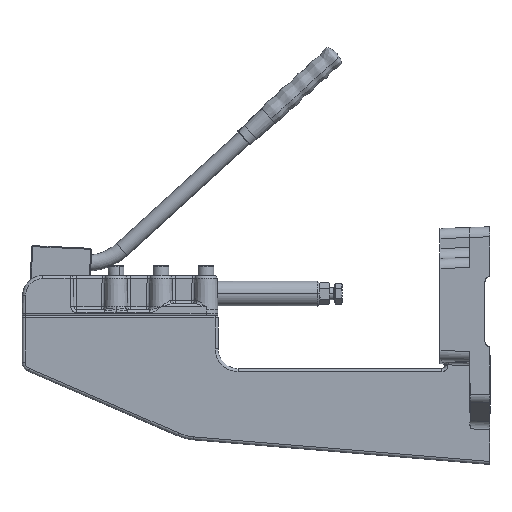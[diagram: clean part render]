
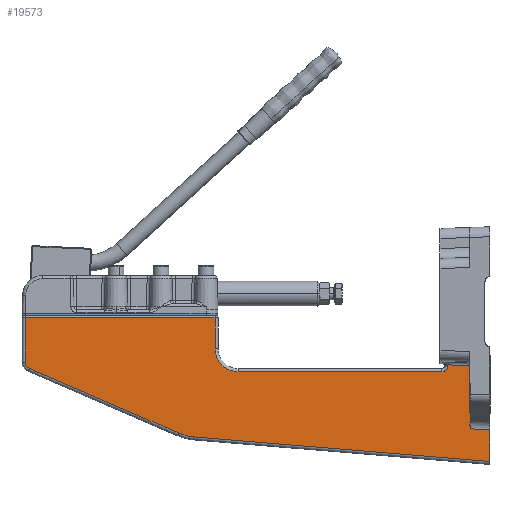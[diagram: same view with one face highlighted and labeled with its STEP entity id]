
A CAD part, left-side view. The second image highlights one B-rep face of the part: STEP entity #19573.
In plain terms, the highlighted planar face has unit normal (-1, 0, 0).
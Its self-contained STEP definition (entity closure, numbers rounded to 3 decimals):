
#297 = LINE ( 'NONE', #21592, #25796 ) ;
#820 = EDGE_CURVE ( 'NONE', #4290, #13336, #12675, .T. ) ;
#1073 = VECTOR ( 'NONE', #5287, 1000. ) ;
#1120 = EDGE_CURVE ( 'NONE', #19822, #19330, #2937, .T. ) ;
#1264 = VERTEX_POINT ( 'NONE', #18089 ) ;
#1861 = ORIENTED_EDGE ( 'NONE', *, *, #8494, .T. ) ;
#2095 = CARTESIAN_POINT ( 'NONE',  ( -40., 463.772, -141.85 ) ) ;
#2133 = VECTOR ( 'NONE', #17743, 1000. ) ;
#2456 = EDGE_CURVE ( 'NONE', #8032, #22787, #20838, .T. ) ;
#2937 = LINE ( 'NONE', #9220, #1073 ) ;
#3410 = DIRECTION ( 'NONE',  ( -1., 0., 0. ) ) ;
#4068 = CARTESIAN_POINT ( 'NONE',  ( -40., 255., -122. ) ) ;
#4290 = VERTEX_POINT ( 'NONE', #5522 ) ;
#4479 = EDGE_CURVE ( 'NONE', #19822, #22787, #26000, .T. ) ;
#4861 = AXIS2_PLACEMENT_3D ( 'NONE', #15462, #3410, #17475 ) ;
#5001 = ORIENTED_EDGE ( 'NONE', *, *, #18743, .F. ) ;
#5115 = CIRCLE ( 'NONE', #21662, 6. ) ;
#5287 = DIRECTION ( 'NONE',  ( 0., 0., -1. ) ) ;
#5414 = CARTESIAN_POINT ( 'NONE',  ( -40., 23., -138.948 ) ) ;
#5501 = DIRECTION ( 'NONE',  ( 0., 0.999, 0.035 ) ) ;
#5522 = CARTESIAN_POINT ( 'NONE',  ( -40., 255., -145. ) ) ;
#5689 = VERTEX_POINT ( 'NONE', #2095 ) ;
#5796 = CARTESIAN_POINT ( 'NONE',  ( -40., 51., -145. ) ) ;
#5941 = DIRECTION ( 'NONE',  ( 0., 0., 1. ) ) ;
#6111 = DIRECTION ( 'NONE',  ( 0., 0., -1. ) ) ;
#6351 = CARTESIAN_POINT ( 'NONE',  ( -40., 313.825, -206.506 ) ) ;
#6476 = ORIENTED_EDGE ( 'NONE', *, *, #25189, .T. ) ;
#6718 = DIRECTION ( 'NONE',  ( 0., 0., -1. ) ) ;
#6942 = EDGE_LOOP ( 'NONE', ( #9617, #16714, #23696, #1861, #19616, #5001, #10507, #13087, #10529, #18447, #11645, #11605, #10387, #6476, #19552 ) ) ;
#7160 = AXIS2_PLACEMENT_3D ( 'NONE', #4068, #18125, #6111 ) ;
#7273 = DIRECTION ( 'NONE',  ( 0., 1., 0. ) ) ;
#7514 = AXIS2_PLACEMENT_3D ( 'NONE', #23136, #21437, #9373 ) ;
#7699 = CARTESIAN_POINT ( 'NONE',  ( -40., 45., -139. ) ) ;
#7937 = CARTESIAN_POINT ( 'NONE',  ( -40., 278., -88. ) ) ;
#8032 = VERTEX_POINT ( 'NONE', #5414 ) ;
#8210 = EDGE_CURVE ( 'NONE', #13336, #13651, #17587, .T. ) ;
#8298 = DIRECTION ( 'NONE',  ( -1., 0., 0. ) ) ;
#8494 = EDGE_CURVE ( 'NONE', #8032, #14378, #297, .T. ) ;
#8703 = CARTESIAN_POINT ( 'NONE',  ( -40., 45., -238. ) ) ;
#9006 = CARTESIAN_POINT ( 'NONE',  ( -40., 313.825, -206.506 ) ) ;
#9190 = EDGE_CURVE ( 'NONE', #1264, #19421, #18370, .T. ) ;
#9220 = CARTESIAN_POINT ( 'NONE',  ( -40., 3., -238. ) ) ;
#9350 = VECTOR ( 'NONE', #6718, 1000. ) ;
#9373 = DIRECTION ( 'NONE',  ( 0., 0., -1. ) ) ;
#9483 = VECTOR ( 'NONE', #10664, 1000. ) ;
#9617 = ORIENTED_EDGE ( 'NONE', *, *, #1120, .F. ) ;
#9683 = CARTESIAN_POINT ( 'NONE',  ( -40., 3., -234.741 ) ) ;
#10387 = ORIENTED_EDGE ( 'NONE', *, *, #13694, .T. ) ;
#10507 = ORIENTED_EDGE ( 'NONE', *, *, #22180, .T. ) ;
#10529 = ORIENTED_EDGE ( 'NONE', *, *, #8210, .T. ) ;
#10580 = CARTESIAN_POINT ( 'NONE',  ( -40., 278., -122. ) ) ;
#10664 = DIRECTION ( 'NONE',  ( 0., 0., -1. ) ) ;
#10723 = DIRECTION ( 'NONE',  ( 0., 0., -1. ) ) ;
#10746 = CIRCLE ( 'NONE', #10762, 47. ) ;
#10762 = AXIS2_PLACEMENT_3D ( 'NONE', #20365, #8298, #22419 ) ;
#10965 = VECTOR ( 'NONE', #7273, 1000. ) ;
#11140 = CARTESIAN_POINT ( 'NONE',  ( -40., 45., -138.179 ) ) ;
#11605 = ORIENTED_EDGE ( 'NONE', *, *, #13952, .T. ) ;
#11645 = ORIENTED_EDGE ( 'NONE', *, *, #9190, .T. ) ;
#11675 = CARTESIAN_POINT ( 'NONE',  ( -40., 51., -139. ) ) ;
#11891 = EDGE_CURVE ( 'NONE', #20433, #19330, #18572, .T. ) ;
#12675 = CIRCLE ( 'NONE', #7160, 23. ) ;
#12804 = VECTOR ( 'NONE', #18369, 1000. ) ;
#12837 = VERTEX_POINT ( 'NONE', #9006 ) ;
#13087 = ORIENTED_EDGE ( 'NONE', *, *, #820, .T. ) ;
#13336 = VERTEX_POINT ( 'NONE', #10580 ) ;
#13551 = CARTESIAN_POINT ( 'NONE',  ( -40., 299.099, -210.186 ) ) ;
#13651 = VERTEX_POINT ( 'NONE', #19789 ) ;
#13687 = DIRECTION ( 'NONE',  ( 0., 0., -1. ) ) ;
#13694 = EDGE_CURVE ( 'NONE', #5689, #12837, #23537, .T. ) ;
#13952 = EDGE_CURVE ( 'NONE', #19421, #5689, #14676, .T. ) ;
#14277 = CARTESIAN_POINT ( 'NONE',  ( -40., 23., -202.167 ) ) ;
#14278 = CARTESIAN_POINT ( 'NONE',  ( -40., 23.221, -202.157 ) ) ;
#14378 = VERTEX_POINT ( 'NONE', #11140 ) ;
#14632 = VECTOR ( 'NONE', #18320, 1000. ) ;
#14676 = CIRCLE ( 'NONE', #4861, 7. ) ;
#15204 = DIRECTION ( 'NONE',  ( 0., -0.997, -0.083 ) ) ;
#15462 = CARTESIAN_POINT ( 'NONE',  ( -40., 461., -135.422 ) ) ;
#15644 = EDGE_CURVE ( 'NONE', #13651, #1264, #21666, .T. ) ;
#15725 = CARTESIAN_POINT ( 'NONE',  ( -40., 255., -145. ) ) ;
#15946 = EDGE_CURVE ( 'NONE', #14378, #22639, #24789, .T. ) ;
#16714 = ORIENTED_EDGE ( 'NONE', *, *, #4479, .T. ) ;
#16800 = CARTESIAN_POINT ( 'NONE',  ( -40., 23., -214.311 ) ) ;
#16962 = VECTOR ( 'NONE', #5941, 1000. ) ;
#17226 = CARTESIAN_POINT ( 'NONE',  ( -40., -0.248, -235.01 ) ) ;
#17475 = DIRECTION ( 'NONE',  ( 0., 0., -1. ) ) ;
#17587 = LINE ( 'NONE', #7937, #16962 ) ;
#17743 = DIRECTION ( 'NONE',  ( 0., 1., 0. ) ) ;
#17954 = VECTOR ( 'NONE', #15204, 1000. ) ;
#18089 = CARTESIAN_POINT ( 'NONE',  ( -40., 468., -91. ) ) ;
#18125 = DIRECTION ( 'NONE',  ( 1., 0., 0. ) ) ;
#18320 = DIRECTION ( 'NONE',  ( 0., 0.999, 0.043 ) ) ;
#18358 = CARTESIAN_POINT ( 'NONE',  ( -40., 468., -135.422 ) ) ;
#18369 = DIRECTION ( 'NONE',  ( 0., -0.918, -0.396 ) ) ;
#18370 = LINE ( 'NONE', #24794, #22494 ) ;
#18447 = ORIENTED_EDGE ( 'NONE', *, *, #15644, .T. ) ;
#18572 = LINE ( 'NONE', #17226, #17954 ) ;
#18743 = EDGE_CURVE ( 'NONE', #20800, #22639, #5115, .T. ) ;
#18766 = LINE ( 'NONE', #15725, #2133 ) ;
#18882 = FACE_OUTER_BOUND ( 'NONE', #6942, .T. ) ;
#19330 = VERTEX_POINT ( 'NONE', #9683 ) ;
#19382 = PLANE ( 'NONE',  #7514 ) ;
#19421 = VERTEX_POINT ( 'NONE', #18358 ) ;
#19552 = ORIENTED_EDGE ( 'NONE', *, *, #11891, .T. ) ;
#19573 = ADVANCED_FACE ( 'NONE', ( #18882 ), #19382, .F. ) ;
#19616 = ORIENTED_EDGE ( 'NONE', *, *, #15946, .T. ) ;
#19789 = CARTESIAN_POINT ( 'NONE',  ( -40., 278., -91. ) ) ;
#19822 = VERTEX_POINT ( 'NONE', #20545 ) ;
#20365 = CARTESIAN_POINT ( 'NONE',  ( -40., 295.215, -163.347 ) ) ;
#20433 = VERTEX_POINT ( 'NONE', #13551 ) ;
#20545 = CARTESIAN_POINT ( 'NONE',  ( -40., 3., -203.025 ) ) ;
#20800 = VERTEX_POINT ( 'NONE', #5796 ) ;
#20838 = LINE ( 'NONE', #16800, #9483 ) ;
#21342 = CARTESIAN_POINT ( 'NONE',  ( -40., 471., -91. ) ) ;
#21437 = DIRECTION ( 'NONE',  ( 1., 0., 0. ) ) ;
#21592 = CARTESIAN_POINT ( 'NONE',  ( -40., 48.099, -138.07 ) ) ;
#21662 = AXIS2_PLACEMENT_3D ( 'NONE', #11675, #25763, #13687 ) ;
#21666 = LINE ( 'NONE', #21342, #10965 ) ;
#22180 = EDGE_CURVE ( 'NONE', #20800, #4290, #18766, .T. ) ;
#22419 = DIRECTION ( 'NONE',  ( 0., 0., -1. ) ) ;
#22494 = VECTOR ( 'NONE', #10723, 1000. ) ;
#22639 = VERTEX_POINT ( 'NONE', #7699 ) ;
#22787 = VERTEX_POINT ( 'NONE', #14277 ) ;
#23136 = CARTESIAN_POINT ( 'NONE',  ( -40., 471., -238. ) ) ;
#23537 = LINE ( 'NONE', #6351, #12804 ) ;
#23696 = ORIENTED_EDGE ( 'NONE', *, *, #2456, .F. ) ;
#24789 = LINE ( 'NONE', #8703, #9350 ) ;
#24794 = CARTESIAN_POINT ( 'NONE',  ( -40., 468., -135.422 ) ) ;
#25189 = EDGE_CURVE ( 'NONE', #12837, #20433, #10746, .T. ) ;
#25763 = DIRECTION ( 'NONE',  ( -1., 0., 0. ) ) ;
#25796 = VECTOR ( 'NONE', #5501, 1000. ) ;
#26000 = LINE ( 'NONE', #14278, #14632 ) ;
